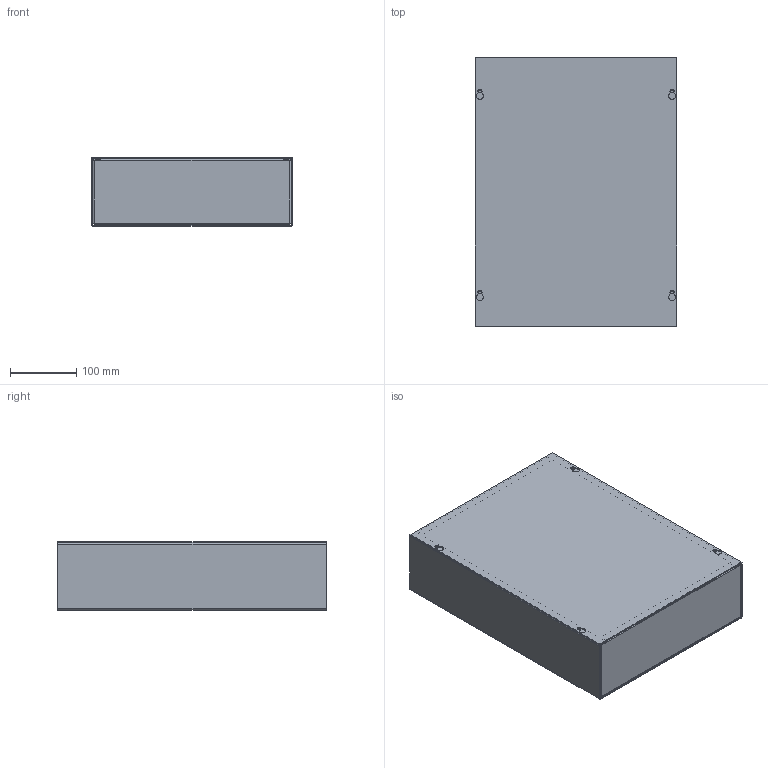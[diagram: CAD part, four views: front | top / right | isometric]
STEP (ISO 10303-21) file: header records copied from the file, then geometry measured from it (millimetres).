
FILE_DESCRIPTION (( 'STEP AP203' ), '1' );
FILE_NAME ('CS16124_Default.step', '2019-11-13T15:02:14', ( '' ), ( '' ), 'SwSTEP 2.0', 'SolidWorks 2019', '' );
FILE_SCHEMA (( 'CONFIG_CONTROL_DESIGN' ));
Length unit declared in the file: inch
Products named in the file (1): CS16124_Default
Bounding box: 304.8 x 406.4 x 103.05 mm (x, y, z)
Volume: 602310.5 mm3; surface area: 839938.5 mm2
Topology: 4 solids, 4 shells, 205 faces, 540 edges, 348 vertices
Faces by surface type: plane 125, cylinder 72, bspline 4, cone 4
Entity records: 6685 total; most frequent: CARTESIAN_POINT 1362, DIRECTION 1096, ORIENTED_EDGE 1080, EDGE_CURVE 540, LINE 380, VECTOR 380, AXIS2_PLACEMENT_3D 358, VERTEX_POINT 348
